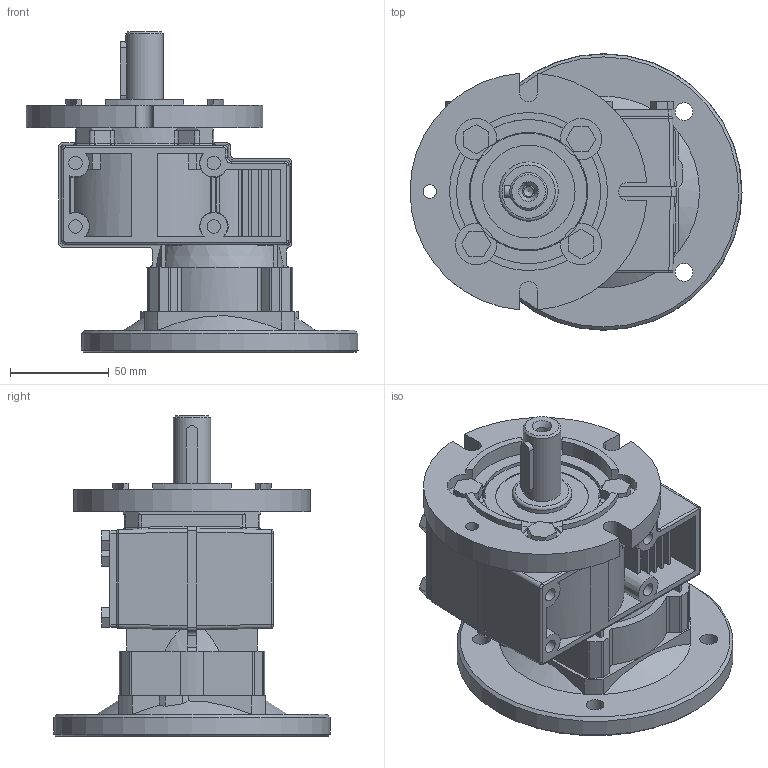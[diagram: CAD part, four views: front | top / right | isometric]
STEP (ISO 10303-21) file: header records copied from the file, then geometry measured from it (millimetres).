
FILE_DESCRIPTION( ( 'Unknown' ), '1' );
FILE_NAME( '99E7C26AF0734636F094D5D186CD90DD.3d.stp', 'Unknown', ( 'Unknown' ), ( 'Unknown' ), 'PSStep 10.1', 'Unknown', ' ' );
FILE_SCHEMA( ( 'AUTOMOTIVE_DESIGN { 1 0 10303 214 1 1 1 1 }' ) );
Length unit declared in the file: millimetre
Products named in the file (2): 4118800
Bounding box: 167.98 x 139.97 x 162 mm (x, y, z)
Volume: 828253.7 mm3; surface area: 139839.6 mm2
Topology: 2 solids, 14 shells, 574 faces, 1471 edges, 956 vertices
Faces by surface type: plane 337, cylinder 169, cone 33, bspline 32, torus 3
Full cylindrical faces by diameter (mm): 4.917 x1, 6.4 x1, 6.8 x13, 9 x8, 19 x1, 30 x1, 35 x1, 35.5 x1, 47 x3, 60 x1, 95 x1
Entity records: 24073 total; most frequent: CARTESIAN_POINT 5866, ORIENTED_EDGE 2810, DIRECTION 2753, EDGE_CURVE 1405, AXIS2_PLACEMENT_3D 982, VERTEX_POINT 938, LINE 789, VECTOR 789
